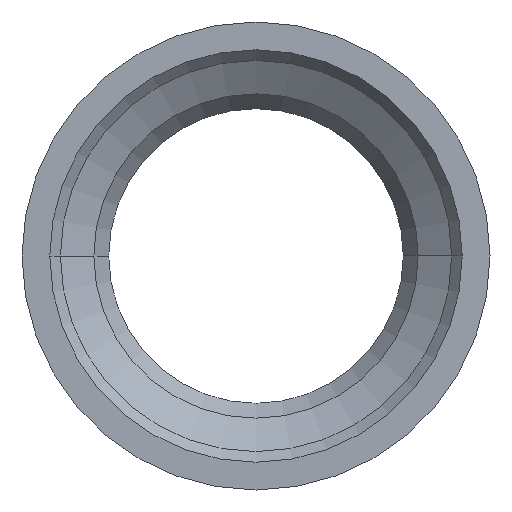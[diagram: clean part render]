
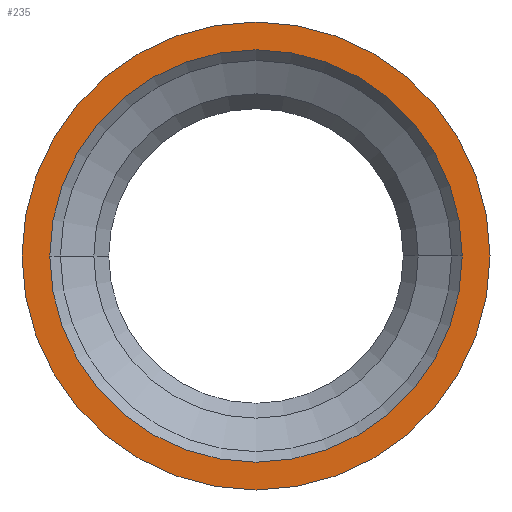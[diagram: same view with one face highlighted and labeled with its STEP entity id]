
A CAD part, left-side view. The second image highlights one B-rep face of the part: STEP entity #235.
In plain terms, the highlighted planar face has unit normal (-1, 0, 0).
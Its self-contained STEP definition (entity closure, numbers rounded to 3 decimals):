
#147 = VERTEX_POINT( '', #409 );
#165 = VERTEX_POINT( '', #428 );
#187 = EDGE_CURVE( '', #165, #297, #455, .T. );
#235 = ADVANCED_FACE( '', ( #507, #508 ), #509, .T. );
#245 = EDGE_CURVE( '', #147, #305, #520, .T. );
#297 = VERTEX_POINT( '', #578 );
#305 = VERTEX_POINT( '', #588 );
#335 = EDGE_CURVE( '', #297, #165, #621, .T. );
#365 = EDGE_CURVE( '', #305, #147, #655, .T. );
#409 = CARTESIAN_POINT( '', ( 0., -315., 0. ) );
#428 = CARTESIAN_POINT( '', ( 0., 277.6, 0. ) );
#455 = CIRCLE( '', #749, 277.6 );
#507 = FACE_BOUND( '', #822, .T. );
#508 = FACE_OUTER_BOUND( '', #823, .T. );
#509 = PLANE( '', #824 );
#520 = CIRCLE( '', #839, 315. );
#578 = CARTESIAN_POINT( '', ( 0., -277.6, 0. ) );
#588 = CARTESIAN_POINT( '', ( 0., 315., 0. ) );
#621 = CIRCLE( '', #975, 277.6 );
#655 = CIRCLE( '', #1017, 315. );
#749 = AXIS2_PLACEMENT_3D( '', #1115, #1116, #1117 );
#822 = EDGE_LOOP( '', ( #1174, #1175 ) );
#823 = EDGE_LOOP( '', ( #1176, #1177 ) );
#824 = AXIS2_PLACEMENT_3D( '', #1178, #1179, #1180 );
#839 = AXIS2_PLACEMENT_3D( '', #1193, #1194, #1195 );
#975 = AXIS2_PLACEMENT_3D( '', #1330, #1331, #1332 );
#1017 = AXIS2_PLACEMENT_3D( '', #1376, #1377, #1378 );
#1115 = CARTESIAN_POINT( '', ( 0., 0., 0. ) );
#1116 = DIRECTION( '', ( -1., 0., 0. ) );
#1117 = DIRECTION( '', ( 0., 1., 0. ) );
#1174 = ORIENTED_EDGE( '', *, *, #187, .F. );
#1175 = ORIENTED_EDGE( '', *, *, #335, .F. );
#1176 = ORIENTED_EDGE( '', *, *, #365, .T. );
#1177 = ORIENTED_EDGE( '', *, *, #245, .T. );
#1178 = CARTESIAN_POINT( '', ( 0., 296.3, 0. ) );
#1179 = DIRECTION( '', ( -1., 0., 0. ) );
#1180 = DIRECTION( '', ( 0., 1., 0. ) );
#1193 = CARTESIAN_POINT( '', ( 0., 0., 0. ) );
#1194 = DIRECTION( '', ( -1., 0., 0. ) );
#1195 = DIRECTION( '', ( 0., 1., 0. ) );
#1330 = CARTESIAN_POINT( '', ( 0., 0., 0. ) );
#1331 = DIRECTION( '', ( -1., 0., 0. ) );
#1332 = DIRECTION( '', ( 0., 1., 0. ) );
#1376 = CARTESIAN_POINT( '', ( 0., 0., 0. ) );
#1377 = DIRECTION( '', ( -1., 0., 0. ) );
#1378 = DIRECTION( '', ( 0., 1., 0. ) );
